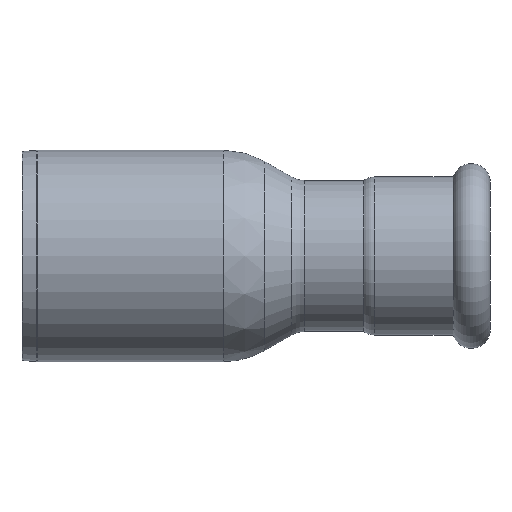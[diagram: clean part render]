
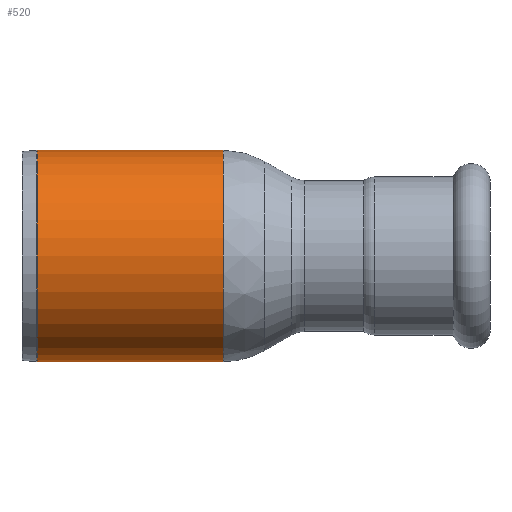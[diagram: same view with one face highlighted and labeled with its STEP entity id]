
A CAD part, front view. The second image highlights one B-rep face of the part: STEP entity #520.
In plain terms, the highlighted cylindrical face has radius 21 mm (diameter 42 mm), a full revolution.
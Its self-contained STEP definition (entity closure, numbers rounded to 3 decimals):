
#31=LINE('',#1023,#45);
#45=VECTOR('',#789,21.);
#54=CYLINDRICAL_SURFACE('',#616,21.);
#75=FACE_OUTER_BOUND('',#100,.T.);
#100=EDGE_LOOP('',(#426,#427,#428,#429,#430,#431));
#129=CIRCLE('',#574,21.);
#130=CIRCLE('',#575,21.);
#159=CIRCLE('',#613,21.);
#160=CIRCLE('',#614,21.);
#197=VERTEX_POINT('',#891);
#198=VERTEX_POINT('',#893);
#223=VERTEX_POINT('',#1017);
#224=VERTEX_POINT('',#1018);
#262=EDGE_CURVE('',#197,#198,#129,.T.);
#263=EDGE_CURVE('',#198,#197,#130,.T.);
#298=EDGE_CURVE('',#223,#224,#159,.T.);
#299=EDGE_CURVE('',#224,#223,#160,.T.);
#301=EDGE_CURVE('',#197,#224,#31,.T.);
#426=ORIENTED_EDGE('',*,*,#263,.F.);
#427=ORIENTED_EDGE('',*,*,#262,.F.);
#428=ORIENTED_EDGE('',*,*,#301,.T.);
#429=ORIENTED_EDGE('',*,*,#299,.T.);
#430=ORIENTED_EDGE('',*,*,#298,.T.);
#431=ORIENTED_EDGE('',*,*,#301,.F.);
#520=ADVANCED_FACE('',(#75),#54,.T.);
#574=AXIS2_PLACEMENT_3D('',#894,#697,#698);
#575=AXIS2_PLACEMENT_3D('',#895,#699,#700);
#613=AXIS2_PLACEMENT_3D('',#1019,#781,#782);
#614=AXIS2_PLACEMENT_3D('',#1020,#783,#784);
#616=AXIS2_PLACEMENT_3D('',#1022,#787,#788);
#697=DIRECTION('center_axis',(-1.,0.,0.));
#698=DIRECTION('ref_axis',(0.,0.,1.));
#699=DIRECTION('center_axis',(-1.,0.,0.));
#700=DIRECTION('ref_axis',(0.,0.,1.));
#781=DIRECTION('center_axis',(-1.,0.,0.));
#782=DIRECTION('ref_axis',(0.,0.,1.));
#783=DIRECTION('center_axis',(-1.,0.,0.));
#784=DIRECTION('ref_axis',(0.,0.,1.));
#787=DIRECTION('center_axis',(-1.,0.,0.));
#788=DIRECTION('ref_axis',(0.,0.,1.));
#789=DIRECTION('',(1.,0.,0.));
#891=CARTESIAN_POINT('',(-89.946,0.,-21.));
#893=CARTESIAN_POINT('',(-89.946,0.,21.));
#894=CARTESIAN_POINT('Origin',(-89.946,0.,0.));
#895=CARTESIAN_POINT('Origin',(-89.946,0.,0.));
#1017=CARTESIAN_POINT('',(-53.,0.,21.));
#1018=CARTESIAN_POINT('',(-53.,0.,-21.));
#1019=CARTESIAN_POINT('Origin',(-53.,0.,0.));
#1020=CARTESIAN_POINT('Origin',(-53.,0.,0.));
#1022=CARTESIAN_POINT('Origin',(-71.473,0.,0.));
#1023=CARTESIAN_POINT('',(-71.473,0.,-21.));
